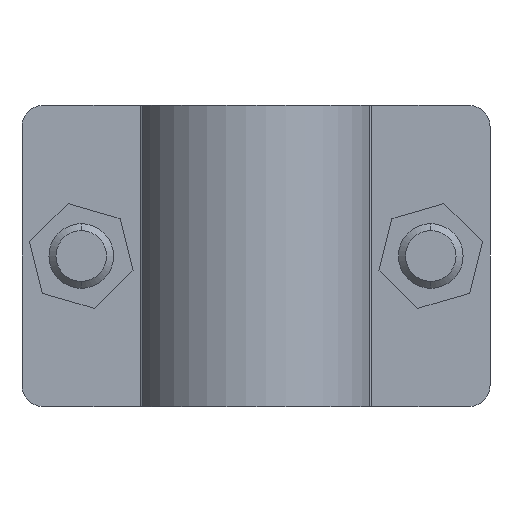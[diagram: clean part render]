
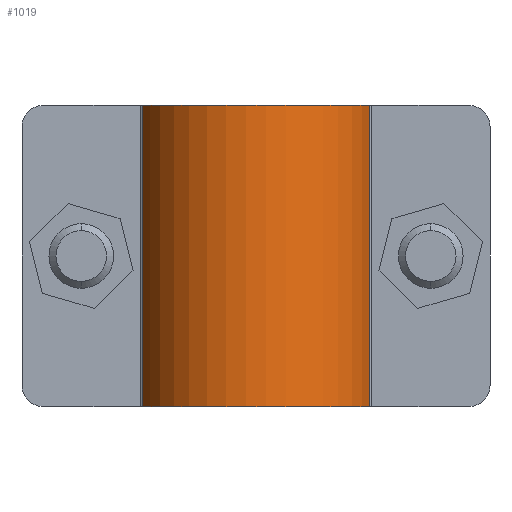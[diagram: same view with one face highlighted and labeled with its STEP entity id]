
A CAD part, front view. The second image highlights one B-rep face of the part: STEP entity #1019.
In plain terms, the highlighted cylindrical face has radius 11 mm (diameter 22 mm), a partial arc.
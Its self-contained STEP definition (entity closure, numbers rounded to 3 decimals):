
#140 = AXIS2_PLACEMENT_3D ( 'NONE', #371, #509, #2205 ) ;
#194 = LINE ( 'NONE', #960, #1824 ) ;
#205 = VERTEX_POINT ( 'NONE', #692 ) ;
#252 = CARTESIAN_POINT ( 'NONE',  ( -10.541, -3.143, 14. ) ) ;
#316 = CARTESIAN_POINT ( 'NONE',  ( 10.541, -3.143, 14. ) ) ;
#356 = DIRECTION ( 'NONE',  ( 1., 0., 0. ) ) ;
#368 = ORIENTED_EDGE ( 'NONE', *, *, #2391, .T. ) ;
#371 = CARTESIAN_POINT ( 'NONE',  ( 0., 0., 14. ) ) ;
#385 = CARTESIAN_POINT ( 'NONE',  ( -10.541, -3.143, 14. ) ) ;
#410 = DIRECTION ( 'NONE',  ( 0., 0., -1. ) ) ;
#509 = DIRECTION ( 'NONE',  ( 0., 0., 1. ) ) ;
#692 = CARTESIAN_POINT ( 'NONE',  ( 10.541, -3.143, -14. ) ) ;
#754 = EDGE_CURVE ( 'NONE', #954, #1265, #1220, .T. ) ;
#874 = ORIENTED_EDGE ( 'NONE', *, *, #979, .F. ) ;
#951 = CIRCLE ( 'NONE', #2135, 11. ) ;
#954 = VERTEX_POINT ( 'NONE', #385 ) ;
#960 = CARTESIAN_POINT ( 'NONE',  ( 10.541, -3.143, 14. ) ) ;
#979 = EDGE_CURVE ( 'NONE', #2220, #205, #194, .T. ) ;
#981 = CARTESIAN_POINT ( 'NONE',  ( 0., 0., 14. ) ) ;
#1019 = ADVANCED_FACE ( 'NONE', ( #1543 ), #2261, .T. ) ;
#1089 = EDGE_LOOP ( 'NONE', ( #368, #874, #1993, #1140 ) ) ;
#1140 = ORIENTED_EDGE ( 'NONE', *, *, #754, .T. ) ;
#1220 = LINE ( 'NONE', #252, #1518 ) ;
#1265 = VERTEX_POINT ( 'NONE', #1291 ) ;
#1291 = CARTESIAN_POINT ( 'NONE',  ( -10.541, -3.143, -14. ) ) ;
#1314 = CIRCLE ( 'NONE', #140, 11. ) ;
#1518 = VECTOR ( 'NONE', #1796, 1000. ) ;
#1543 = FACE_OUTER_BOUND ( 'NONE', #1089, .T. ) ;
#1551 = CARTESIAN_POINT ( 'NONE',  ( 0., 0., -14. ) ) ;
#1640 = EDGE_CURVE ( 'NONE', #954, #2220, #1314, .T. ) ;
#1735 = DIRECTION ( 'NONE',  ( 0., 0., -1. ) ) ;
#1742 = DIRECTION ( 'NONE',  ( 0., 0., 1. ) ) ;
#1751 = AXIS2_PLACEMENT_3D ( 'NONE', #981, #1735, #1891 ) ;
#1796 = DIRECTION ( 'NONE',  ( 0., 0., -1. ) ) ;
#1824 = VECTOR ( 'NONE', #410, 1000. ) ;
#1891 = DIRECTION ( 'NONE',  ( -1., 0., 0. ) ) ;
#1993 = ORIENTED_EDGE ( 'NONE', *, *, #1640, .F. ) ;
#2135 = AXIS2_PLACEMENT_3D ( 'NONE', #1551, #1742, #356 ) ;
#2205 = DIRECTION ( 'NONE',  ( 1., 0., 0. ) ) ;
#2220 = VERTEX_POINT ( 'NONE', #316 ) ;
#2261 = CYLINDRICAL_SURFACE ( 'NONE', #1751, 11. ) ;
#2391 = EDGE_CURVE ( 'NONE', #1265, #205, #951, .T. ) ;
